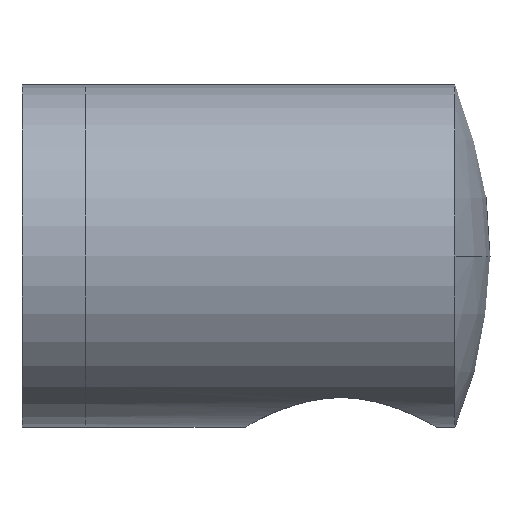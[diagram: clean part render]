
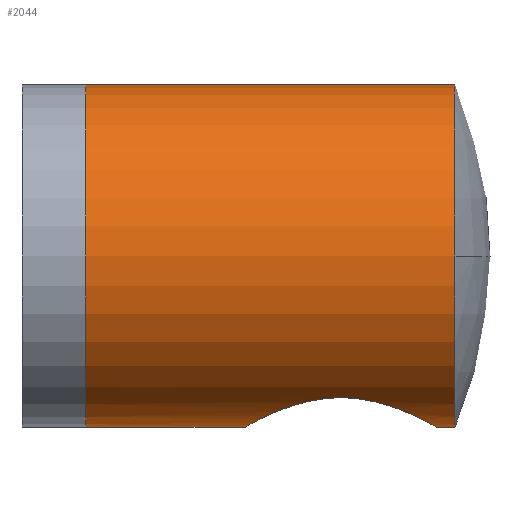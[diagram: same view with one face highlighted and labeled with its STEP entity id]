
A CAD part, front view. The second image highlights one B-rep face of the part: STEP entity #2044.
In plain terms, the highlighted cylindrical face has radius 11 mm (diameter 22 mm), a partial arc.
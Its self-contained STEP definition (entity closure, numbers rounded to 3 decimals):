
#45 = LINE ( 'NONE', #2605, #1235 ) ;
#49 = CARTESIAN_POINT ( 'NONE',  ( 25.749, -11., 0. ) ) ;
#71 = CARTESIAN_POINT ( 'NONE',  ( 12.25, 0., -11. ) ) ;
#74 = LINE ( 'NONE', #2013, #1853 ) ;
#83 = CARTESIAN_POINT ( 'NONE',  ( 12.889, -2.76, -10.655 ) ) ;
#92 = VERTEX_POINT ( 'NONE', #2197 ) ;
#110 = CARTESIAN_POINT ( 'NONE',  ( 24.55, 0., -11. ) ) ;
#127 = CARTESIAN_POINT ( 'NONE',  ( 0., 0., 0. ) ) ;
#128 = CARTESIAN_POINT ( 'NONE',  ( 20.415, -5.824, -9.333 ) ) ;
#153 = LINE ( 'NONE', #2313, #1495 ) ;
#155 = CIRCLE ( 'NONE', #1936, 11. ) ;
#169 = DIRECTION ( 'NONE',  ( -1., 0., 0. ) ) ;
#191 = CARTESIAN_POINT ( 'NONE',  ( 25.749, 0., 0. ) ) ;
#227 = EDGE_CURVE ( 'NONE', #2303, #1126, #2025, .T. ) ;
#276 = CARTESIAN_POINT ( 'NONE',  ( 12.25, -0.416, -11. ) ) ;
#337 = CARTESIAN_POINT ( 'NONE',  ( 23.722, -3.107, -10.558 ) ) ;
#451 = CARTESIAN_POINT ( 'NONE',  ( 24.55, 0., -11. ) ) ;
#519 = CARTESIAN_POINT ( 'NONE',  ( 16.775, -5.946, -9.255 ) ) ;
#533 = CARTESIAN_POINT ( 'NONE',  ( 21.506, -5.323, -9.63 ) ) ;
#620 = VERTEX_POINT ( 'NONE', #1707 ) ;
#650 = ORIENTED_EDGE ( 'NONE', *, *, #1396, .T. ) ;
#675 = VERTEX_POINT ( 'NONE', #451 ) ;
#685 = DIRECTION ( 'NONE',  ( -1., 0., 0. ) ) ;
#707 = CARTESIAN_POINT ( 'NONE',  ( 14.342, -4.625, -9.981 ) ) ;
#725 = CIRCLE ( 'NONE', #2526, 11. ) ;
#739 = CARTESIAN_POINT ( 'NONE',  ( 14.807, -4.995, -9.801 ) ) ;
#751 = CARTESIAN_POINT ( 'NONE',  ( 24.337, -1.618, -10.882 ) ) ;
#763 = DIRECTION ( 'NONE',  ( 0., 0., 1. ) ) ;
#814 = EDGE_CURVE ( 'NONE', #2278, #675, #2359, .T. ) ;
#927 = CARTESIAN_POINT ( 'NONE',  ( 12.576, -2.017, -10.82 ) ) ;
#937 = CARTESIAN_POINT ( 'NONE',  ( 13.527, -3.772, -10.339 ) ) ;
#970 = CARTESIAN_POINT ( 'NONE',  ( 22.468, -4.629, -9.983 ) ) ;
#982 = DIRECTION ( 'NONE',  ( 0., 0., 1. ) ) ;
#983 = CARTESIAN_POINT ( 'NONE',  ( 23.024, -4.073, -10.223 ) ) ;
#1012 = DIRECTION ( 'NONE',  ( -1., 0., 0. ) ) ;
#1126 = VERTEX_POINT ( 'NONE', #1983 ) ;
#1127 = CARTESIAN_POINT ( 'NONE',  ( 12.292, -0.823, -10.977 ) ) ;
#1155 = CARTESIAN_POINT ( 'NONE',  ( 12.454, -1.622, -10.887 ) ) ;
#1168 = CARTESIAN_POINT ( 'NONE',  ( 21.154, -5.514, -9.52 ) ) ;
#1188 = CARTESIAN_POINT ( 'NONE',  ( 23.912, -2.758, -10.655 ) ) ;
#1193 = VERTEX_POINT ( 'NONE', #2248 ) ;
#1200 = CARTESIAN_POINT ( 'NONE',  ( 24.55, -0.416, -11. ) ) ;
#1206 = ORIENTED_EDGE ( 'NONE', *, *, #2057, .T. ) ;
#1213 = DIRECTION ( 'NONE',  ( -1., 0., 0. ) ) ;
#1233 = CARTESIAN_POINT ( 'NONE',  ( 2., 0., 0. ) ) ;
#1235 = VECTOR ( 'NONE', #685, 1000. ) ;
#1313 = CARTESIAN_POINT ( 'NONE',  ( 20.022, -5.946, -9.255 ) ) ;
#1341 = EDGE_LOOP ( 'NONE', ( #1614, #1206, #2339, #650, #2638, #2628, #2398 ) ) ;
#1347 = CARTESIAN_POINT ( 'NONE',  ( 15.3, -5.326, -9.628 ) ) ;
#1351 = EDGE_CURVE ( 'NONE', #2278, #92, #74, .T. ) ;
#1368 = CARTESIAN_POINT ( 'NONE',  ( 17.574, -6.108, -9.149 ) ) ;
#1382 = CARTESIAN_POINT ( 'NONE',  ( 24.217, -2.008, -10.817 ) ) ;
#1396 = EDGE_CURVE ( 'NONE', #1126, #1193, #45, .T. ) ;
#1416 = CARTESIAN_POINT ( 'NONE',  ( 23.28, -3.764, -10.342 ) ) ;
#1495 = VECTOR ( 'NONE', #1012, 1000. ) ;
#1534 = AXIS2_PLACEMENT_3D ( 'NONE', #191, #169, #2109 ) ;
#1549 = CARTESIAN_POINT ( 'NONE',  ( 12.25, 0., -11. ) ) ;
#1594 = CARTESIAN_POINT ( 'NONE',  ( 18.815, -6.15, -9.12 ) ) ;
#1614 = ORIENTED_EDGE ( 'NONE', *, *, #2012, .F. ) ;
#1622 = CARTESIAN_POINT ( 'NONE',  ( 24.387, -1.42, -10.91 ) ) ;
#1682 = FACE_OUTER_BOUND ( 'NONE', #1341, .T. ) ;
#1707 = CARTESIAN_POINT ( 'NONE',  ( 25.749, 0., -11. ) ) ;
#1770 = CARTESIAN_POINT ( 'NONE',  ( 13.079, -3.11, -10.557 ) ) ;
#1824 = DIRECTION ( 'NONE',  ( 0., 0., 1. ) ) ;
#1825 = CARTESIAN_POINT ( 'NONE',  ( 24.146, -2.201, -10.779 ) ) ;
#1847 = AXIS2_PLACEMENT_3D ( 'NONE', #127, #1213, #982 ) ;
#1853 = VECTOR ( 'NONE', #2418, 1000. ) ;
#1936 = AXIS2_PLACEMENT_3D ( 'NONE', #1233, #2096, #1824 ) ;
#1983 = CARTESIAN_POINT ( 'NONE',  ( 25.749, 0., 11. ) ) ;
#2006 = EDGE_CURVE ( 'NONE', #92, #1193, #155, .T. ) ;
#2012 = EDGE_CURVE ( 'NONE', #620, #675, #153, .T. ) ;
#2013 = CARTESIAN_POINT ( 'NONE',  ( 0., 0., -11. ) ) ;
#2022 = CARTESIAN_POINT ( 'NONE',  ( 22.165, -4.879, -9.862 ) ) ;
#2025 = CIRCLE ( 'NONE', #1534, 11. ) ;
#2039 = CYLINDRICAL_SURFACE ( 'NONE', #1847, 11. ) ;
#2044 = ADVANCED_FACE ( 'NONE', ( #1682 ), #2039, .T. ) ;
#2057 = EDGE_CURVE ( 'NONE', #620, #2303, #725, .T. ) ;
#2096 = DIRECTION ( 'NONE',  ( -1., 0., 0. ) ) ;
#2109 = DIRECTION ( 'NONE',  ( 0., 0., 1. ) ) ;
#2197 = CARTESIAN_POINT ( 'NONE',  ( 2., 0., -11. ) ) ;
#2224 = CARTESIAN_POINT ( 'NONE',  ( 17.982, -6.15, -9.12 ) ) ;
#2247 = CARTESIAN_POINT ( 'NONE',  ( 24.508, -0.822, -10.977 ) ) ;
#2248 = CARTESIAN_POINT ( 'NONE',  ( 2., 0., 11. ) ) ;
#2278 = VERTEX_POINT ( 'NONE', #1549 ) ;
#2303 = VERTEX_POINT ( 'NONE', #49 ) ;
#2313 = CARTESIAN_POINT ( 'NONE',  ( 0., 0., -11. ) ) ;
#2339 = ORIENTED_EDGE ( 'NONE', *, *, #227, .T. ) ;
#2359 = B_SPLINE_CURVE_WITH_KNOTS ( 'NONE', 3,
 ( #71, #276, #1127, #1155, #927, #83, #1770, #937, #2629, #2657, #707, #2414, #739, #1347, #2643, #2429, #519, #1368, #2224, #1594, #2446, #1313, #128, #1168, #533, #2022, #970, #983, #1416, #337, #1188, #1825, #1382, #751, #1622, #2247, #1200, #110 ),
 .UNSPECIFIED., .F., .F.,
 ( 4, 2, 2, 2, 2, 2, 2, 2, 2, 2, 2, 2, 2, 2, 2, 2, 2, 2, 4 ),
 ( 0., 0.001, 0.002, 0.004, 0.005, 0.006, 0.006, 0.007, 0.009, 0.01, 0.011, 0.012, 0.014, 0.015, 0.016, 0.017, 0.018, 0.018, 0.02 ),
 .UNSPECIFIED. ) ;
#2398 = ORIENTED_EDGE ( 'NONE', *, *, #814, .T. ) ;
#2414 = CARTESIAN_POINT ( 'NONE',  ( 14.647, -4.876, -9.861 ) ) ;
#2418 = DIRECTION ( 'NONE',  ( -1., 0., 0. ) ) ;
#2429 = CARTESIAN_POINT ( 'NONE',  ( 16.382, -5.823, -9.334 ) ) ;
#2446 = CARTESIAN_POINT ( 'NONE',  ( 19.222, -6.108, -9.149 ) ) ;
#2506 = DIRECTION ( 'NONE',  ( -1., 0., 0. ) ) ;
#2526 = AXIS2_PLACEMENT_3D ( 'NONE', #2685, #2506, #763 ) ;
#2605 = CARTESIAN_POINT ( 'NONE',  ( 0., 0., 11. ) ) ;
#2628 = ORIENTED_EDGE ( 'NONE', *, *, #1351, .F. ) ;
#2629 = CARTESIAN_POINT ( 'NONE',  ( 13.779, -4.078, -10.221 ) ) ;
#2638 = ORIENTED_EDGE ( 'NONE', *, *, #2006, .F. ) ;
#2643 = CARTESIAN_POINT ( 'NONE',  ( 15.646, -5.514, -9.52 ) ) ;
#2657 = CARTESIAN_POINT ( 'NONE',  ( 14.196, -4.493, -10.042 ) ) ;
#2685 = CARTESIAN_POINT ( 'NONE',  ( 25.749, 0., 0. ) ) ;
